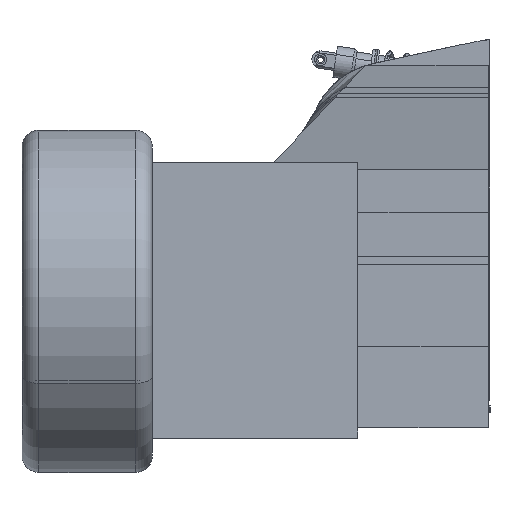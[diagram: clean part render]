
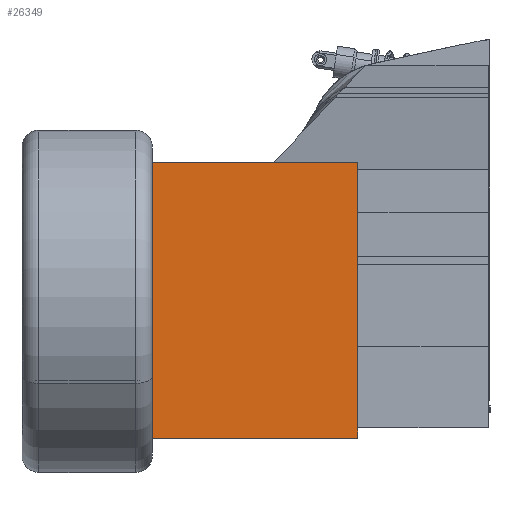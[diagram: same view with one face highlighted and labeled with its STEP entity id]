
A CAD part, left-side view. The second image highlights one B-rep face of the part: STEP entity #26349.
In plain terms, the highlighted planar face has unit normal (-1, 0, 0).
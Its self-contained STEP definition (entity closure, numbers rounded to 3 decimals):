
#26223=CARTESIAN_POINT('Vertex',(0.,-476.692,402.717)) ;
#26228=CARTESIAN_POINT('Line Origine',(0.,-476.692,197.717)) ;
#26232=CARTESIAN_POINT('Vertex',(0.,-476.692,-7.283)) ;
#26259=CARTESIAN_POINT('Line Origine',(0.,-226.692,-7.283)) ;
#26263=CARTESIAN_POINT('Vertex',(0.,23.308,-7.283)) ;
#26290=CARTESIAN_POINT('Line Origine',(0.,23.308,197.717)) ;
#26294=CARTESIAN_POINT('Vertex',(0.,23.308,402.717)) ;
#26321=CARTESIAN_POINT('Line Origine',(0.,-226.692,402.717)) ;
#26338=CARTESIAN_POINT('Axis2P3D Location',(0.,0.,0.)) ;
#26229=DIRECTION('Vector Direction',(0.,0.,-1.)) ;
#26260=DIRECTION('Vector Direction',(0.,-1.,0.)) ;
#26291=DIRECTION('Vector Direction',(0.,0.,1.)) ;
#26322=DIRECTION('Vector Direction',(0.,1.,0.)) ;
#26339=DIRECTION('Axis2P3D Direction',(1.,0.,0.)) ;
#26340=DIRECTION('Axis2P3D XDirection',(0.,1.,0.)) ;
#26341=AXIS2_PLACEMENT_3D('Plane Axis2P3D',#26338,#26339,#26340) ;
#26344=ORIENTED_EDGE('',*,*,#26325,.F.) ;
#26345=ORIENTED_EDGE('',*,*,#26296,.F.) ;
#26346=ORIENTED_EDGE('',*,*,#26265,.F.) ;
#26347=ORIENTED_EDGE('',*,*,#26234,.F.) ;
#26230=VECTOR('Line Direction',#26229,1.) ;
#26261=VECTOR('Line Direction',#26260,1.) ;
#26292=VECTOR('Line Direction',#26291,1.) ;
#26323=VECTOR('Line Direction',#26322,1.) ;
#26349=ADVANCED_FACE('',(#26348),#26342,.F.) ;
#26234=EDGE_CURVE('',#26224,#26233,#26231,.T.) ;
#26265=EDGE_CURVE('',#26233,#26264,#26262,.F.) ;
#26296=EDGE_CURVE('',#26264,#26295,#26293,.T.) ;
#26325=EDGE_CURVE('',#26295,#26224,#26324,.F.) ;
#26343=EDGE_LOOP('',(#26344,#26345,#26346,#26347)) ;
#26348=FACE_OUTER_BOUND('',#26343,.T.) ;
#26231=LINE('Line',#26228,#26230) ;
#26262=LINE('Line',#26259,#26261) ;
#26293=LINE('Line',#26290,#26292) ;
#26324=LINE('Line',#26321,#26323) ;
#26342=PLANE('Plane',#26341) ;
#26224=VERTEX_POINT('',#26223) ;
#26233=VERTEX_POINT('',#26232) ;
#26264=VERTEX_POINT('',#26263) ;
#26295=VERTEX_POINT('',#26294) ;
